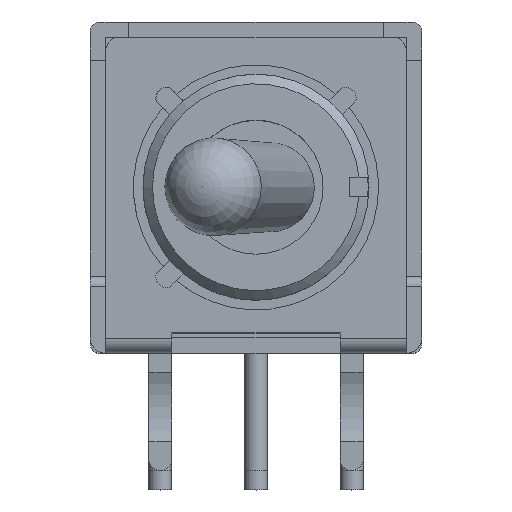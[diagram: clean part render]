
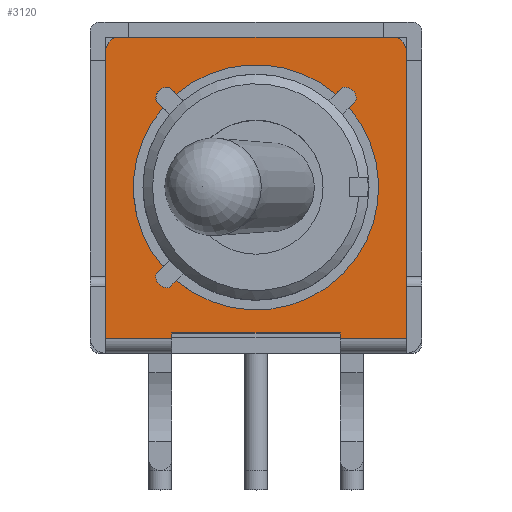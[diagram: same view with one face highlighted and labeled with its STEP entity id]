
A CAD part, top view. The second image highlights one B-rep face of the part: STEP entity #3120.
In plain terms, the highlighted planar face has unit normal (0, 0, 1).
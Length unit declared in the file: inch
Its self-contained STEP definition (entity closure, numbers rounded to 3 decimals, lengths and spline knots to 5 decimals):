
#163=CIRCLE('',#3422,0.128);
#166=CIRCLE('',#3426,0.128);
#167=CIRCLE('',#3430,0.012);
#168=CIRCLE('',#3431,0.012);
#169=CIRCLE('',#3432,0.128);
#170=CIRCLE('',#3433,0.012);
#171=CIRCLE('',#3434,0.015);
#172=CIRCLE('',#3435,0.015);
#661=ORIENTED_EDGE('',*,*,#1309,.F.);
#662=ORIENTED_EDGE('',*,*,#1310,.F.);
#663=ORIENTED_EDGE('',*,*,#1311,.F.);
#664=ORIENTED_EDGE('',*,*,#1304,.F.);
#665=ORIENTED_EDGE('',*,*,#1312,.F.);
#666=ORIENTED_EDGE('',*,*,#1313,.F.);
#667=ORIENTED_EDGE('',*,*,#1314,.F.);
#668=ORIENTED_EDGE('',*,*,#1315,.F.);
#669=ORIENTED_EDGE('',*,*,#1316,.F.);
#670=ORIENTED_EDGE('',*,*,#1317,.F.);
#671=ORIENTED_EDGE('',*,*,#1318,.F.);
#672=ORIENTED_EDGE('',*,*,#1298,.F.);
#673=ORIENTED_EDGE('',*,*,#1319,.T.);
#674=ORIENTED_EDGE('',*,*,#1320,.T.);
#675=ORIENTED_EDGE('',*,*,#1321,.F.);
#676=ORIENTED_EDGE('',*,*,#1322,.F.);
#677=ORIENTED_EDGE('',*,*,#1323,.F.);
#678=ORIENTED_EDGE('',*,*,#1324,.F.);
#679=ORIENTED_EDGE('',*,*,#1325,.F.);
#680=ORIENTED_EDGE('',*,*,#1326,.F.);
#681=ORIENTED_EDGE('',*,*,#1327,.T.);
#682=ORIENTED_EDGE('',*,*,#1328,.T.);
#1298=EDGE_CURVE('',#1665,#1667,#163,.F.);
#1304=EDGE_CURVE('',#1672,#1670,#166,.F.);
#1309=EDGE_CURVE('',#1673,#1665,#1979,.T.);
#1310=EDGE_CURVE('',#1674,#1673,#167,.F.);
#1311=EDGE_CURVE('',#1670,#1674,#1980,.T.);
#1312=EDGE_CURVE('',#1675,#1672,#1981,.T.);
#1313=EDGE_CURVE('',#1676,#1675,#168,.F.);
#1314=EDGE_CURVE('',#1677,#1676,#1982,.T.);
#1315=EDGE_CURVE('',#1678,#1677,#169,.F.);
#1316=EDGE_CURVE('',#1679,#1678,#1983,.T.);
#1317=EDGE_CURVE('',#1680,#1679,#170,.F.);
#1318=EDGE_CURVE('',#1667,#1680,#1984,.T.);
#1319=EDGE_CURVE('',#1681,#1682,#171,.T.);
#1320=EDGE_CURVE('',#1682,#1683,#1985,.T.);
#1321=EDGE_CURVE('',#1684,#1683,#1986,.T.);
#1322=EDGE_CURVE('',#1685,#1684,#1987,.T.);
#1323=EDGE_CURVE('',#1686,#1685,#1988,.T.);
#1324=EDGE_CURVE('',#1687,#1686,#1989,.T.);
#1325=EDGE_CURVE('',#1688,#1687,#1990,.T.);
#1326=EDGE_CURVE('',#1689,#1688,#1991,.T.);
#1327=EDGE_CURVE('',#1689,#1690,#172,.T.);
#1328=EDGE_CURVE('',#1690,#1681,#1992,.T.);
#1665=VERTEX_POINT('',#4948);
#1667=VERTEX_POINT('',#4951);
#1670=VERTEX_POINT('',#4958);
#1672=VERTEX_POINT('',#4962);
#1673=VERTEX_POINT('',#4972);
#1674=VERTEX_POINT('',#4974);
#1675=VERTEX_POINT('',#4977);
#1676=VERTEX_POINT('',#4979);
#1677=VERTEX_POINT('',#4981);
#1678=VERTEX_POINT('',#4983);
#1679=VERTEX_POINT('',#4985);
#1680=VERTEX_POINT('',#4987);
#1681=VERTEX_POINT('',#4990);
#1682=VERTEX_POINT('',#4991);
#1683=VERTEX_POINT('',#4993);
#1684=VERTEX_POINT('',#4995);
#1685=VERTEX_POINT('',#4997);
#1686=VERTEX_POINT('',#4999);
#1687=VERTEX_POINT('',#5001);
#1688=VERTEX_POINT('',#5003);
#1689=VERTEX_POINT('',#5005);
#1690=VERTEX_POINT('',#5007);
#1979=LINE('',#4971,#2306);
#1980=LINE('',#4975,#2307);
#1981=LINE('',#4976,#2308);
#1982=LINE('',#4980,#2309);
#1983=LINE('',#4984,#2310);
#1984=LINE('',#4988,#2311);
#1985=LINE('',#4992,#2312);
#1986=LINE('',#4994,#2313);
#1987=LINE('',#4996,#2314);
#1988=LINE('',#4998,#2315);
#1989=LINE('',#5000,#2316);
#1990=LINE('',#5002,#2317);
#1991=LINE('',#5004,#2318);
#1992=LINE('',#5008,#2319);
#2306=VECTOR('',#4063,39.37008);
#2307=VECTOR('',#4066,39.37008);
#2308=VECTOR('',#4067,39.37008);
#2309=VECTOR('',#4070,39.37008);
#2310=VECTOR('',#4073,39.37008);
#2311=VECTOR('',#4076,39.37008);
#2312=VECTOR('',#4079,39.37008);
#2313=VECTOR('',#4080,39.37008);
#2314=VECTOR('',#4081,39.37008);
#2315=VECTOR('',#4082,39.37008);
#2316=VECTOR('',#4083,39.37008);
#2317=VECTOR('',#4084,39.37008);
#2318=VECTOR('',#4085,39.37008);
#2319=VECTOR('',#4088,39.37008);
#2597=EDGE_LOOP('',(#661,#662,#663,#664,#665,#666,#667,#668,#669,#670,#671,
#672));
#2598=EDGE_LOOP('',(#673,#674,#675,#676,#677,#678,#679,#680,#681,#682));
#2813=FACE_BOUND('',#2597,.T.);
#2814=FACE_BOUND('',#2598,.T.);
#2964=PLANE('',#3429);
#3120=ADVANCED_FACE('',(#2813,#2814),#2964,.F.);
#3422=AXIS2_PLACEMENT_3D('',#4950,#4040,#4041);
#3426=AXIS2_PLACEMENT_3D('',#4963,#4051,#4052);
#3429=AXIS2_PLACEMENT_3D('',#4970,#4061,#4062);
#3430=AXIS2_PLACEMENT_3D('',#4973,#4064,#4065);
#3431=AXIS2_PLACEMENT_3D('',#4978,#4068,#4069);
#3432=AXIS2_PLACEMENT_3D('',#4982,#4071,#4072);
#3433=AXIS2_PLACEMENT_3D('',#4986,#4074,#4075);
#3434=AXIS2_PLACEMENT_3D('',#4989,#4077,#4078);
#3435=AXIS2_PLACEMENT_3D('',#5006,#4086,#4087);
#4040=DIRECTION('',(0.,0.,-1.));
#4041=DIRECTION('',(-1.,0.,0.));
#4051=DIRECTION('',(0.,0.,-1.));
#4052=DIRECTION('',(-1.,0.,0.));
#4061=DIRECTION('',(0.,0.,-1.));
#4062=DIRECTION('',(-1.,0.,0.));
#4063=DIRECTION('',(-0.707,-0.707,0.));
#4064=DIRECTION('',(0.,0.,-1.));
#4065=DIRECTION('',(-1.,0.,0.));
#4066=DIRECTION('',(0.707,0.707,0.));
#4067=DIRECTION('',(0.707,0.707,0.));
#4068=DIRECTION('',(0.,0.,-1.));
#4069=DIRECTION('',(-1.,0.,0.));
#4070=DIRECTION('',(-0.707,-0.707,0.));
#4071=DIRECTION('',(0.,0.,-1.));
#4072=DIRECTION('',(-1.,0.,0.));
#4073=DIRECTION('',(0.707,-0.707,0.));
#4074=DIRECTION('',(0.,0.,-1.));
#4075=DIRECTION('',(-1.,0.,0.));
#4076=DIRECTION('',(-0.707,0.707,0.));
#4077=DIRECTION('',(0.,0.,1.));
#4078=DIRECTION('',(1.,0.,0.));
#4079=DIRECTION('',(0.,-1.,0.));
#4080=DIRECTION('',(-1.,0.,0.));
#4081=DIRECTION('',(0.,-1.,0.));
#4082=DIRECTION('',(-1.,0.,0.));
#4083=DIRECTION('',(0.,1.,0.));
#4084=DIRECTION('',(-1.,0.,0.));
#4085=DIRECTION('',(0.,-1.,0.));
#4086=DIRECTION('',(0.,0.,1.));
#4087=DIRECTION('',(1.,0.,0.));
#4088=DIRECTION('',(-1.,0.,0.));
#4948=CARTESIAN_POINT('',(0.08316,0.2703,0.205));
#4950=CARTESIAN_POINT('',(0.,0.173,0.205));
#4951=CARTESIAN_POINT('',(-0.08316,0.2703,0.205));
#4958=CARTESIAN_POINT('',(0.0973,0.25616,0.205));
#4962=CARTESIAN_POINT('',(-0.08316,0.0757,0.205));
#4963=CARTESIAN_POINT('',(0.,0.173,0.205));
#4970=CARTESIAN_POINT('',(0.157,0.33,0.205));
#4971=CARTESIAN_POINT('',(0.14993,0.33707,0.205));
#4972=CARTESIAN_POINT('',(0.09025,0.2774,0.205));
#4973=CARTESIAN_POINT('',(0.09263,0.26563,0.205));
#4974=CARTESIAN_POINT('',(0.1044,0.26325,0.205));
#4975=CARTESIAN_POINT('',(0.16407,0.32293,0.205));
#4976=CARTESIAN_POINT('',(0.16407,0.32293,0.205));
#4977=CARTESIAN_POINT('',(-0.09025,0.0686,0.205));
#4978=CARTESIAN_POINT('',(-0.09263,0.08037,0.205));
#4979=CARTESIAN_POINT('',(-0.1044,0.08275,0.205));
#4980=CARTESIAN_POINT('',(0.14993,0.33707,0.205));
#4981=CARTESIAN_POINT('',(-0.0973,0.08984,0.205));
#4982=CARTESIAN_POINT('',(0.,0.173,0.205));
#4983=CARTESIAN_POINT('',(-0.0973,0.25616,0.205));
#4984=CARTESIAN_POINT('',(-0.00707,0.16593,0.205));
#4985=CARTESIAN_POINT('',(-0.1044,0.26325,0.205));
#4986=CARTESIAN_POINT('',(-0.09263,0.26563,0.205));
#4987=CARTESIAN_POINT('',(-0.09025,0.2774,0.205));
#4988=CARTESIAN_POINT('',(0.00707,0.18007,0.205));
#4989=CARTESIAN_POINT('',(-0.142,0.315,0.205));
#4990=CARTESIAN_POINT('',(-0.142,0.33,0.205));
#4991=CARTESIAN_POINT('',(-0.157,0.315,0.205));
#4992=CARTESIAN_POINT('',(-0.157,0.33,0.205));
#4993=CARTESIAN_POINT('',(-0.157,0.015,0.205));
#4994=CARTESIAN_POINT('',(0.157,0.015,0.205));
#4995=CARTESIAN_POINT('',(-0.088,0.015,0.205));
#4996=CARTESIAN_POINT('',(-0.088,0.021,0.205));
#4997=CARTESIAN_POINT('',(-0.088,0.021,0.205));
#4998=CARTESIAN_POINT('',(0.088,0.021,0.205));
#4999=CARTESIAN_POINT('',(0.088,0.021,0.205));
#5000=CARTESIAN_POINT('',(0.088,0.,0.205));
#5001=CARTESIAN_POINT('',(0.088,0.015,0.205));
#5002=CARTESIAN_POINT('',(0.157,0.015,0.205));
#5003=CARTESIAN_POINT('',(0.157,0.015,0.205));
#5004=CARTESIAN_POINT('',(0.157,0.33,0.205));
#5005=CARTESIAN_POINT('',(0.157,0.315,0.205));
#5006=CARTESIAN_POINT('',(0.142,0.315,0.205));
#5007=CARTESIAN_POINT('',(0.142,0.33,0.205));
#5008=CARTESIAN_POINT('',(0.157,0.33,0.205));
